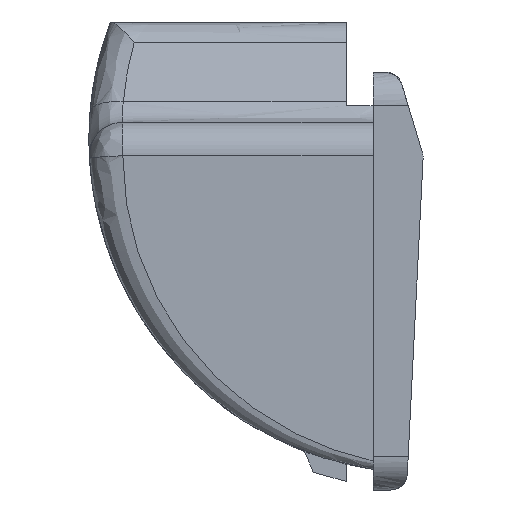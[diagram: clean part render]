
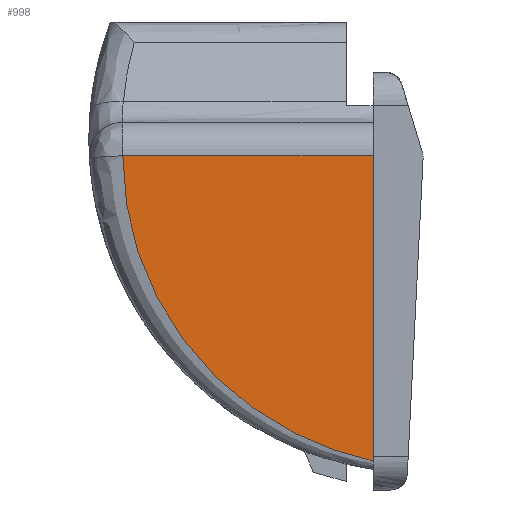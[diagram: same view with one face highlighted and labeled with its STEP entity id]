
A CAD part, left-side view. The second image highlights one B-rep face of the part: STEP entity #998.
In plain terms, the highlighted free-form (B-spline) face has degree [1, 1] with [2, 2] control points.
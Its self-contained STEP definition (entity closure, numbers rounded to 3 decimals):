
#957=CARTESIAN_POINT('',(-48.5,-0.748,-11.425));
#958=CARTESIAN_POINT('',(-48.5,-0.748,8.662));
#959=CARTESIAN_POINT('',(-48.5,15.72,-11.425));
#960=CARTESIAN_POINT('',(-48.5,15.72,8.662));
#961=B_SPLINE_SURFACE_WITH_KNOTS('',1,1,((#957,#959),(#958,#960)),.UNSPECIFIED.,.F.,.F.,.U.,(2,2),(2,2),(0.0,20.088),(0.0,16.468),.UNSPECIFIED.);
#962=CARTESIAN_POINT('',(-48.5,0.0,7.75));
#963=VERTEX_POINT('',#962);
#964=CARTESIAN_POINT('',(-48.5,14.972,7.75));
#965=VERTEX_POINT('',#964);
#966=CARTESIAN_POINT('',(-48.5,0.0,7.75));
#967=CARTESIAN_POINT('',(-48.5,14.972,7.75));
#968=QUASI_UNIFORM_CURVE('',1,(#966,#967),.UNSPECIFIED.,.F.,.U.);
#969=EDGE_CURVE('',#963,#965,#968,.T.);
#970=ORIENTED_EDGE('',*,*,#969,.T.);
#971=CARTESIAN_POINT('',(-48.5,0.0,-10.513));
#972=VERTEX_POINT('',#971);
#973=CARTESIAN_POINT('',(-48.5,14.972,7.75));
#974=CARTESIAN_POINT('',(-48.5,14.976,7.085));
#975=CARTESIAN_POINT('',(-48.5,14.904,5.62));
#976=CARTESIAN_POINT('',(-48.5,14.551,3.583));
#977=CARTESIAN_POINT('',(-48.5,14.031,1.826));
#978=CARTESIAN_POINT('',(-48.5,13.345,0.056));
#979=CARTESIAN_POINT('',(-48.5,12.382,-1.812));
#980=CARTESIAN_POINT('',(-48.5,11.097,-3.64));
#981=CARTESIAN_POINT('',(-48.5,9.715,-5.219));
#982=CARTESIAN_POINT('',(-48.5,8.126,-6.691));
#983=CARTESIAN_POINT('',(-48.5,6.36,-7.949));
#984=CARTESIAN_POINT('',(-48.5,4.645,-8.908));
#985=CARTESIAN_POINT('',(-48.5,2.64,-9.81));
#986=CARTESIAN_POINT('',(-48.5,1.074,-10.283));
#987=CARTESIAN_POINT('',(-48.5,0.0,-10.513));
#988=B_SPLINE_CURVE_WITH_KNOTS('',3,(#973,#974,#975,#976,#977,#978,#979,#980,#981,#982,#983,#984,#985,#986,#987),.UNSPECIFIED.,.F.,.U.,(4,1,1,1,1,1,1,1,1,1,1,1,4),(0.,1.997,4.392,6.189,7.487,10.082,12.478,14.175,16.371,18.967,20.664,22.261,25.556),.UNSPECIFIED.);
#989=EDGE_CURVE('',#965,#972,#988,.T.);
#990=ORIENTED_EDGE('',*,*,#989,.T.);
#991=CARTESIAN_POINT('',(-48.5,0.0,7.75));
#992=CARTESIAN_POINT('',(-48.5,0.0,-10.513));
#993=QUASI_UNIFORM_CURVE('',1,(#991,#992),.UNSPECIFIED.,.F.,.U.);
#994=EDGE_CURVE('',#963,#972,#993,.T.);
#995=ORIENTED_EDGE('',*,*,#994,.F.);
#996=EDGE_LOOP('',(#970,#990,#995));
#997=FACE_OUTER_BOUND('',#996,.T.);
#998=ADVANCED_FACE('',(#997),#961,.T.);
